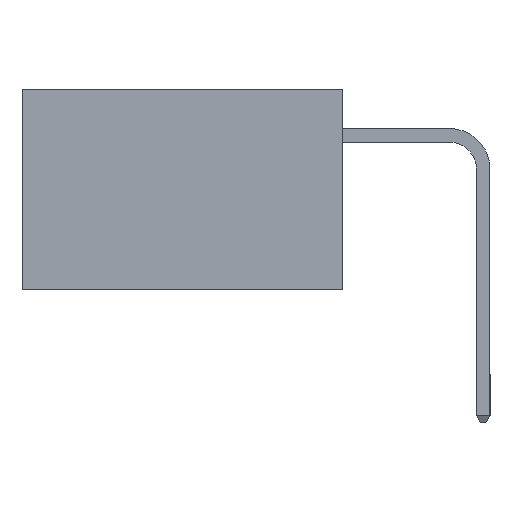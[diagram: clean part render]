
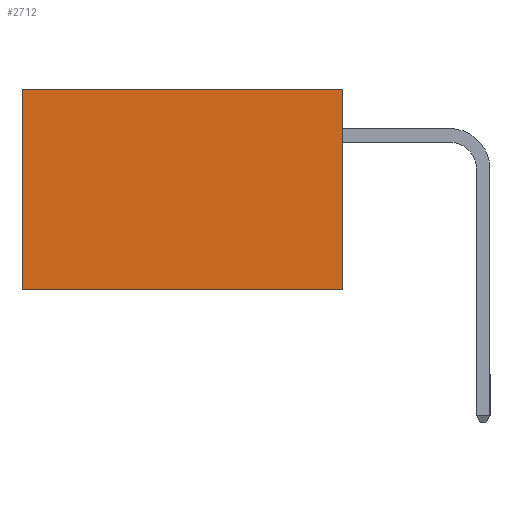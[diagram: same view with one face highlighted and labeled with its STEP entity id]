
A CAD part, left-side view. The second image highlights one B-rep face of the part: STEP entity #2712.
In plain terms, the highlighted planar face has unit normal (-1, 0, 0).
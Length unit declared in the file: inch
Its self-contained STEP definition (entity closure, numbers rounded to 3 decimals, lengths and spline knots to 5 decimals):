
#646 = CARTESIAN_POINT ( 'NONE',  ( 0.277, 0., -0.37 ) ) ;
#2712 = ADVANCED_FACE ( 'NONE', ( #21661 ), #8640, .F. ) ;
#2773 = CARTESIAN_POINT ( 'NONE',  ( 0.277, 0.59, 0. ) ) ;
#3133 = DIRECTION ( 'NONE',  ( 0., 0., -1. ) ) ;
#3170 = CARTESIAN_POINT ( 'NONE',  ( 0.277, 0.59, -0.37 ) ) ;
#3183 = CARTESIAN_POINT ( 'NONE',  ( 0.277, 0., -0.37 ) ) ;
#3566 = DIRECTION ( 'NONE',  ( 0., 1., 0. ) ) ;
#3825 = CARTESIAN_POINT ( 'NONE',  ( 0.277, 0., -0.37 ) ) ;
#4344 = EDGE_CURVE ( 'NONE', #19305, #9373, #11051, .T. ) ;
#4517 = LINE ( 'NONE', #7905, #22866 ) ;
#5317 = VERTEX_POINT ( 'NONE', #2773 ) ;
#5508 = VECTOR ( 'NONE', #3566, 39.37008 ) ;
#7775 = VECTOR ( 'NONE', #19802, 39.37008 ) ;
#7905 = CARTESIAN_POINT ( 'NONE',  ( 0.277, 0.59, -0.37 ) ) ;
#8640 = PLANE ( 'NONE',  #11353 ) ;
#9373 = VERTEX_POINT ( 'NONE', #3170 ) ;
#9764 = DIRECTION ( 'NONE',  ( 0., 0., -1. ) ) ;
#10389 = EDGE_CURVE ( 'NONE', #5317, #9373, #4517, .T. ) ;
#11051 = LINE ( 'NONE', #13299, #5508 ) ;
#11353 = AXIS2_PLACEMENT_3D ( 'NONE', #646, #15519, #3133 ) ;
#13299 = CARTESIAN_POINT ( 'NONE',  ( 0.277, 0., -0.37 ) ) ;
#13304 = VECTOR ( 'NONE', #17177, 39.37008 ) ;
#13840 = ORIENTED_EDGE ( 'NONE', *, *, #19440, .T. ) ;
#13872 = LINE ( 'NONE', #18903, #13304 ) ;
#14336 = EDGE_CURVE ( 'NONE', #15318, #19305, #17564, .T. ) ;
#15318 = VERTEX_POINT ( 'NONE', #18908 ) ;
#15519 = DIRECTION ( 'NONE',  ( 1., 0., 0. ) ) ;
#17177 = DIRECTION ( 'NONE',  ( 0., 1., 0. ) ) ;
#17564 = LINE ( 'NONE', #3183, #7775 ) ;
#17985 = ORIENTED_EDGE ( 'NONE', *, *, #14336, .F. ) ;
#18903 = CARTESIAN_POINT ( 'NONE',  ( 0.277, 0., 0. ) ) ;
#18908 = CARTESIAN_POINT ( 'NONE',  ( 0.277, 0., 0. ) ) ;
#19305 = VERTEX_POINT ( 'NONE', #3825 ) ;
#19440 = EDGE_CURVE ( 'NONE', #15318, #5317, #13872, .T. ) ;
#19802 = DIRECTION ( 'NONE',  ( 0., 0., -1. ) ) ;
#20188 = EDGE_LOOP ( 'NONE', ( #21704, #23863, #17985, #13840 ) ) ;
#21661 = FACE_OUTER_BOUND ( 'NONE', #20188, .T. ) ;
#21704 = ORIENTED_EDGE ( 'NONE', *, *, #10389, .T. ) ;
#22866 = VECTOR ( 'NONE', #9764, 39.37008 ) ;
#23863 = ORIENTED_EDGE ( 'NONE', *, *, #4344, .F. ) ;
